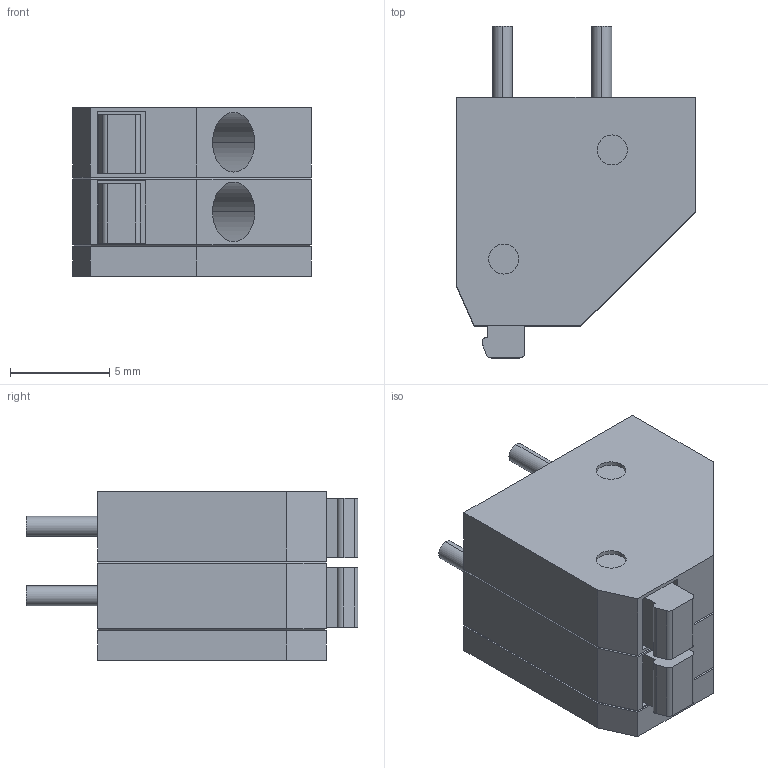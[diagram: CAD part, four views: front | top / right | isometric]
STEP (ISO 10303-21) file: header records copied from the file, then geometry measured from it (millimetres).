
FILE_DESCRIPTION (( 'STEP AP214' ), '1' );
FILE_NAME ('PTSA_1.5_2_3.5_Z_v2.STEP', '2019-10-01T12:22:29', ( '' ), ( '' ), 'SwSTEP 2.0', 'SolidWorks 2019', '' );
FILE_SCHEMA (( 'AUTOMOTIVE_DESIGN' ));
Length unit declared in the file: millimetre
Products named in the file (1): PTSA_1.5_2_3.5_Z_v2
Bounding box: 12 x 16.7 x 8.5 mm (x, y, z)
Volume: 969.3 mm3; surface area: 1343.8 mm2
Topology: 7 solids, 7 shells, 88 faces, 192 edges, 124 vertices
Faces by surface type: plane 70, cylinder 18
Entity records: 2552 total; most frequent: DIRECTION 406, CARTESIAN_POINT 405, ORIENTED_EDGE 384, EDGE_CURVE 192, VECTOR 156, LINE 156, AXIS2_PLACEMENT_3D 125, VERTEX_POINT 124
